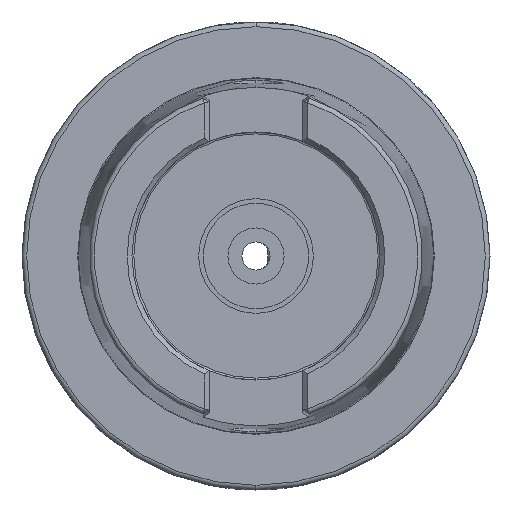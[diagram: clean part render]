
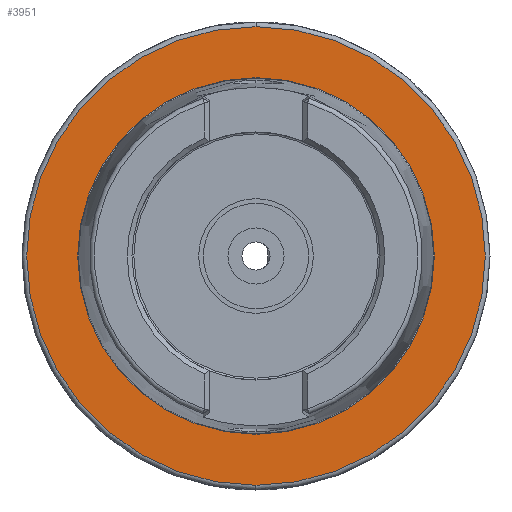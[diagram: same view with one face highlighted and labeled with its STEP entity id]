
A CAD part, left-side view. The second image highlights one B-rep face of the part: STEP entity #3951.
In plain terms, the highlighted planar face has unit normal (-1, 0, 0).
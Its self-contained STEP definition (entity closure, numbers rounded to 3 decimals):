
#111 = DIRECTION ( 'NONE',  ( 0., 0., 1. ) ) ;
#119 = VERTEX_POINT ( 'NONE', #3932 ) ;
#241 = CARTESIAN_POINT ( 'NONE',  ( 50., 0., 49. ) ) ;
#280 = DIRECTION ( 'NONE',  ( -1., 0., 0. ) ) ;
#299 = CARTESIAN_POINT ( 'NONE',  ( 50., 0., 0. ) ) ;
#449 = CIRCLE ( 'NONE', #1776, 38.106 ) ;
#523 = DIRECTION ( 'NONE',  ( 0., 0., 1. ) ) ;
#568 = DIRECTION ( 'NONE',  ( -1., 0., 0. ) ) ;
#590 = CARTESIAN_POINT ( 'NONE',  ( 50., 0., 0. ) ) ;
#875 = DIRECTION ( 'NONE',  ( 0., 0., 1. ) ) ;
#918 = DIRECTION ( 'NONE',  ( -1., 0., 0. ) ) ;
#949 = CARTESIAN_POINT ( 'NONE',  ( 50., 0., 0. ) ) ;
#1000 = FACE_BOUND ( 'NONE', #3142, .T. ) ;
#1246 = FACE_OUTER_BOUND ( 'NONE', #3206, .T. ) ;
#1292 = CIRCLE ( 'NONE', #1342, 49. ) ;
#1315 = CARTESIAN_POINT ( 'NONE',  ( 50., 0., 38.106 ) ) ;
#1342 = AXIS2_PLACEMENT_3D ( 'NONE', #590, #568, #523 ) ;
#1588 = DIRECTION ( 'NONE',  ( 0., 0., -1. ) ) ;
#1617 = EDGE_CURVE ( 'NONE', #3914, #119, #4538, .T. ) ;
#1620 = CARTESIAN_POINT ( 'NONE',  ( 50., 0., -38.106 ) ) ;
#1776 = AXIS2_PLACEMENT_3D ( 'NONE', #949, #918, #875 ) ;
#1927 = ORIENTED_EDGE ( 'NONE', *, *, #3871, .F. ) ;
#1991 = CIRCLE ( 'NONE', #4244, 38.106 ) ;
#2045 = DIRECTION ( 'NONE',  ( 1., 0., 0. ) ) ;
#2798 = CARTESIAN_POINT ( 'NONE',  ( 50., 38.106, 0. ) ) ;
#3142 = EDGE_LOOP ( 'NONE', ( #1927, #4323 ) ) ;
#3206 = EDGE_LOOP ( 'NONE', ( #4439, #3741 ) ) ;
#3461 = VERTEX_POINT ( 'NONE', #1315 ) ;
#3502 = EDGE_CURVE ( 'NONE', #119, #3914, #1292, .T. ) ;
#3679 = EDGE_CURVE ( 'NONE', #4947, #3461, #1991, .T. ) ;
#3741 = ORIENTED_EDGE ( 'NONE', *, *, #3502, .T. ) ;
#3871 = EDGE_CURVE ( 'NONE', #3461, #4947, #449, .T. ) ;
#3887 = AXIS2_PLACEMENT_3D ( 'NONE', #2798, #2045, #1588 ) ;
#3914 = VERTEX_POINT ( 'NONE', #241 ) ;
#3932 = CARTESIAN_POINT ( 'NONE',  ( 50., 0., -49. ) ) ;
#3951 = ADVANCED_FACE ( 'NONE', ( #1000, #1246 ), #4010, .F. ) ;
#4010 = PLANE ( 'NONE',  #3887 ) ;
#4244 = AXIS2_PLACEMENT_3D ( 'NONE', #299, #280, #111 ) ;
#4323 = ORIENTED_EDGE ( 'NONE', *, *, #3679, .F. ) ;
#4439 = ORIENTED_EDGE ( 'NONE', *, *, #1617, .T. ) ;
#4538 = CIRCLE ( 'NONE', #4577, 49. ) ;
#4577 = AXIS2_PLACEMENT_3D ( 'NONE', #4803, #4791, #4784 ) ;
#4784 = DIRECTION ( 'NONE',  ( 0., 0., 1. ) ) ;
#4791 = DIRECTION ( 'NONE',  ( -1., 0., 0. ) ) ;
#4803 = CARTESIAN_POINT ( 'NONE',  ( 50., 0., 0. ) ) ;
#4947 = VERTEX_POINT ( 'NONE', #1620 ) ;
